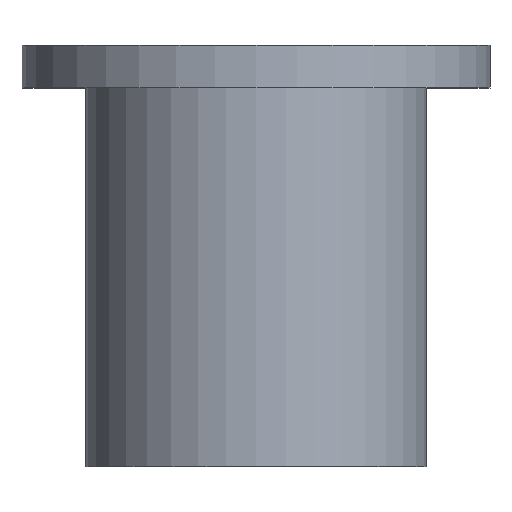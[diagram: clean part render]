
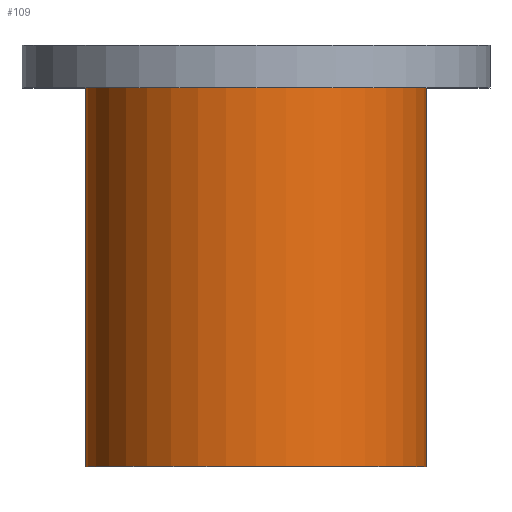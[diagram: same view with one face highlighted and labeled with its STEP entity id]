
A CAD part, top view. The second image highlights one B-rep face of the part: STEP entity #109.
In plain terms, the highlighted cylindrical face has radius 4 mm (diameter 8 mm), a full revolution.
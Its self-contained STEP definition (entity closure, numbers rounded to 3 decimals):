
#20=LINE('',#203,#26);
#26=VECTOR('',#173,4.);
#29=CYLINDRICAL_SURFACE('',#141,4.);
#38=FACE_OUTER_BOUND('',#47,.T.);
#47=EDGE_LOOP('',(#93,#94,#95,#96));
#51=CIRCLE('',#133,4.);
#55=CIRCLE('',#142,4.);
#57=VERTEX_POINT('',#182);
#63=VERTEX_POINT('',#202);
#65=EDGE_CURVE('',#57,#57,#51,.T.);
#74=EDGE_CURVE('',#57,#63,#20,.T.);
#75=EDGE_CURVE('',#63,#63,#55,.T.);
#93=ORIENTED_EDGE('',*,*,#65,.F.);
#94=ORIENTED_EDGE('',*,*,#74,.T.);
#95=ORIENTED_EDGE('',*,*,#75,.T.);
#96=ORIENTED_EDGE('',*,*,#74,.F.);
#109=ADVANCED_FACE('',(#38),#29,.T.);
#133=AXIS2_PLACEMENT_3D('',#183,#150,#151);
#141=AXIS2_PLACEMENT_3D('',#201,#171,#172);
#142=AXIS2_PLACEMENT_3D('',#204,#174,#175);
#150=DIRECTION('center_axis',(0.,1.,0.));
#151=DIRECTION('ref_axis',(-1.,0.,0.));
#171=DIRECTION('center_axis',(0.,1.,0.));
#172=DIRECTION('ref_axis',(-1.,0.,0.));
#173=DIRECTION('',(0.,-1.,0.));
#174=DIRECTION('center_axis',(0.,1.,0.));
#175=DIRECTION('ref_axis',(-1.,0.,0.));
#182=CARTESIAN_POINT('',(4.,8.9,0.));
#183=CARTESIAN_POINT('Origin',(0.,8.9,0.));
#201=CARTESIAN_POINT('Origin',(0.,0.,0.));
#202=CARTESIAN_POINT('',(4.,0.,0.));
#203=CARTESIAN_POINT('',(4.,0.,0.));
#204=CARTESIAN_POINT('Origin',(0.,0.,0.));
